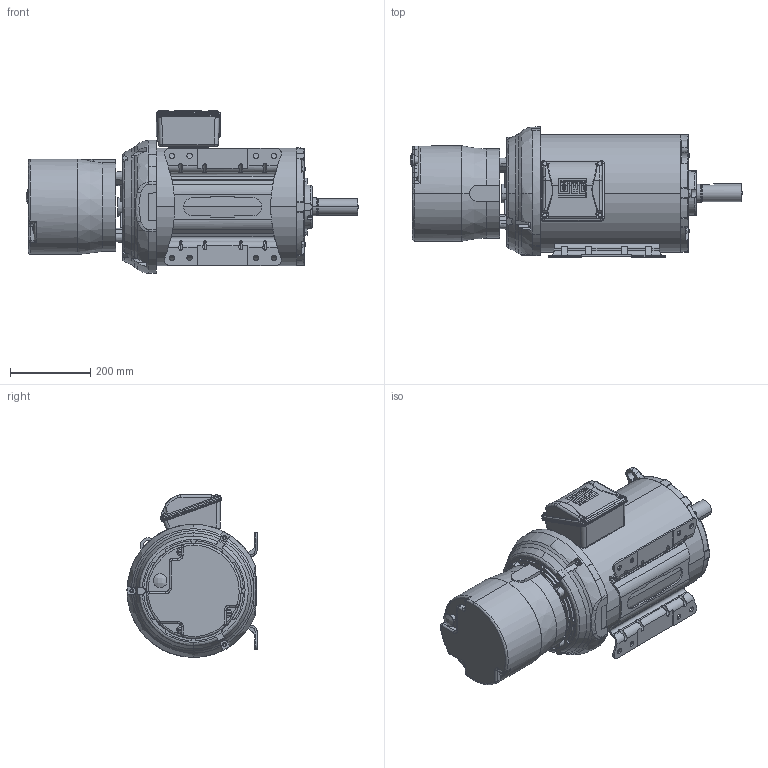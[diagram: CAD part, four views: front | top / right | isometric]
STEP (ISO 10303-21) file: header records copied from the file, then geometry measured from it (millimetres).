
FILE_DESCRIPTION (( 'STEP AP214' ), '1' );
FILE_NAME ('02018ET3EBM256T-S.STEP', '2024-02-06T01:52:03', ( '' ), ( '' ), 'SwSTEP 2.0', 'SolidWorks 2021', '' );
FILE_SCHEMA (( 'AUTOMOTIVE_DESIGN' ));
Length unit declared in the file: inch
Products named in the file (1): 02018ET3EBM256T-S
Bounding box: 826.58 x 324.15 x 405.99 mm (x, y, z)
Volume: 42567433.8 mm3; surface area: 1543724.6 mm2
Topology: 28 solids, 29 shells, 1856 faces, 4777 edges, 3084 vertices
Faces by surface type: plane 656, cone 567, bspline 334, cylinder 299
Entity records: 70655 total; most frequent: CARTESIAN_POINT 27968, ORIENTED_EDGE 9526, DIRECTION 7940, EDGE_CURVE 4763, VERTEX_POINT 3084, AXIS2_PLACEMENT_3D 3007, EDGE_LOOP 2003, LINE 1926
